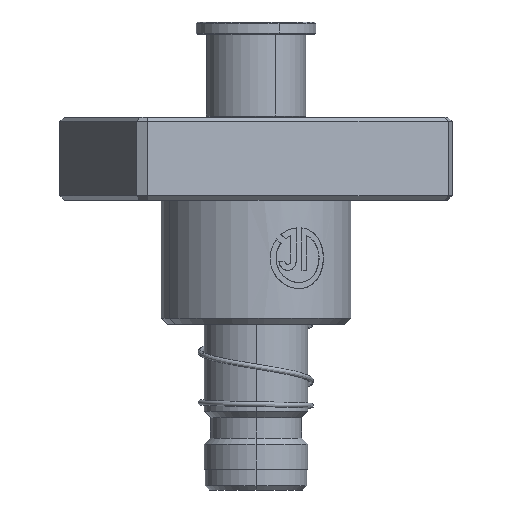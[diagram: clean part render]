
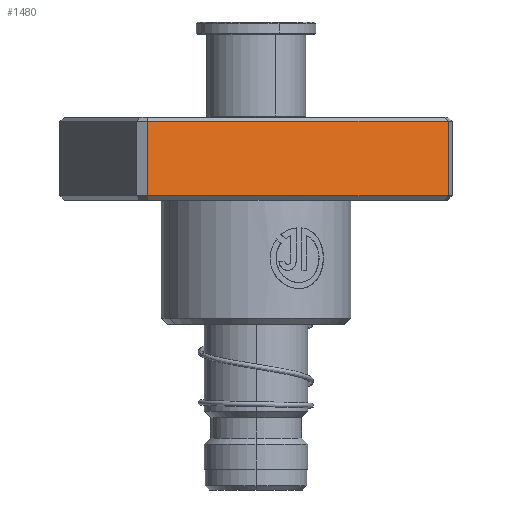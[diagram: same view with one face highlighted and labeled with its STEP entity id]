
A CAD part, left-side view. The second image highlights one B-rep face of the part: STEP entity #1480.
In plain terms, the highlighted face is planar.
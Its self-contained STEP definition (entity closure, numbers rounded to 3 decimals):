
#928 = CARTESIAN_POINT ( 'NONE',  ( 40., 24., 19. ) ) ;
#1213 = DIRECTION ( 'NONE',  ( 0., -1., 0. ) ) ;
#1480 = ADVANCED_FACE ( 'NONE', ( #25707 ), #27010, .F. ) ;
#2862 = ORIENTED_EDGE ( 'NONE', *, *, #9413, .T. ) ;
#5188 = DIRECTION ( 'NONE',  ( -1., 0., 0. ) ) ;
#6541 = VERTEX_POINT ( 'NONE', #18104 ) ;
#7089 = ORIENTED_EDGE ( 'NONE', *, *, #8628, .F. ) ;
#7911 = CARTESIAN_POINT ( 'NONE',  ( -40., 24., 20. ) ) ;
#8628 = EDGE_CURVE ( 'NONE', #6541, #12568, #9643, .T. ) ;
#8657 = CARTESIAN_POINT ( 'NONE',  ( -40., 24., 1. ) ) ;
#8860 = LINE ( 'NONE', #928, #20552 ) ;
#9153 = CARTESIAN_POINT ( 'NONE',  ( 40., 24., 20. ) ) ;
#9342 = EDGE_CURVE ( 'NONE', #15883, #12568, #23085, .T. ) ;
#9413 = EDGE_CURVE ( 'NONE', #18295, #15883, #18916, .T. ) ;
#9643 = LINE ( 'NONE', #22623, #12077 ) ;
#9789 = DIRECTION ( 'NONE',  ( 0., 0., -1. ) ) ;
#10128 = AXIS2_PLACEMENT_3D ( 'NONE', #7911, #1213, #23340 ) ;
#11417 = EDGE_CURVE ( 'NONE', #6541, #18295, #8860, .T. ) ;
#11879 = CARTESIAN_POINT ( 'NONE',  ( 40., 24., 19. ) ) ;
#12077 = VECTOR ( 'NONE', #9789, 1000. ) ;
#12568 = VERTEX_POINT ( 'NONE', #8657 ) ;
#13586 = DIRECTION ( 'NONE',  ( 0., 0., -1. ) ) ;
#15883 = VERTEX_POINT ( 'NONE', #17959 ) ;
#17233 = VECTOR ( 'NONE', #13586, 1000. ) ;
#17959 = CARTESIAN_POINT ( 'NONE',  ( 40., 24., 1. ) ) ;
#18104 = CARTESIAN_POINT ( 'NONE',  ( -40., 24., 19. ) ) ;
#18170 = EDGE_LOOP ( 'NONE', ( #2862, #22211, #7089, #18208 ) ) ;
#18208 = ORIENTED_EDGE ( 'NONE', *, *, #11417, .T. ) ;
#18295 = VERTEX_POINT ( 'NONE', #11879 ) ;
#18916 = LINE ( 'NONE', #9153, #17233 ) ;
#20552 = VECTOR ( 'NONE', #27154, 1000. ) ;
#20660 = VECTOR ( 'NONE', #5188, 1000. ) ;
#22211 = ORIENTED_EDGE ( 'NONE', *, *, #9342, .T. ) ;
#22623 = CARTESIAN_POINT ( 'NONE',  ( -40., 24., 20. ) ) ;
#23085 = LINE ( 'NONE', #26788, #20660 ) ;
#23340 = DIRECTION ( 'NONE',  ( 0., 0., -1. ) ) ;
#25707 = FACE_OUTER_BOUND ( 'NONE', #18170, .T. ) ;
#26788 = CARTESIAN_POINT ( 'NONE',  ( -40., 24., 1. ) ) ;
#27010 = PLANE ( 'NONE',  #10128 ) ;
#27154 = DIRECTION ( 'NONE',  ( 1., 0., 0. ) ) ;
